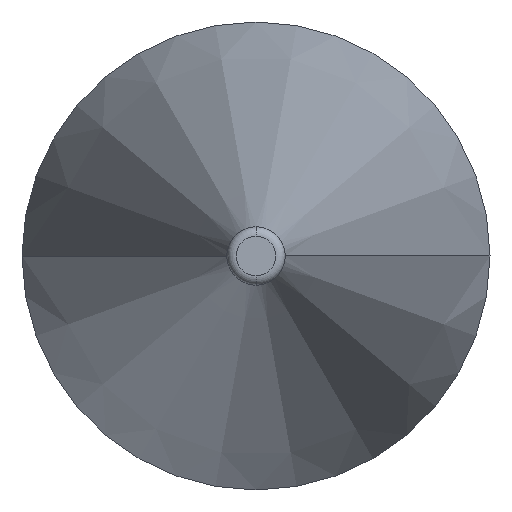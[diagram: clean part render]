
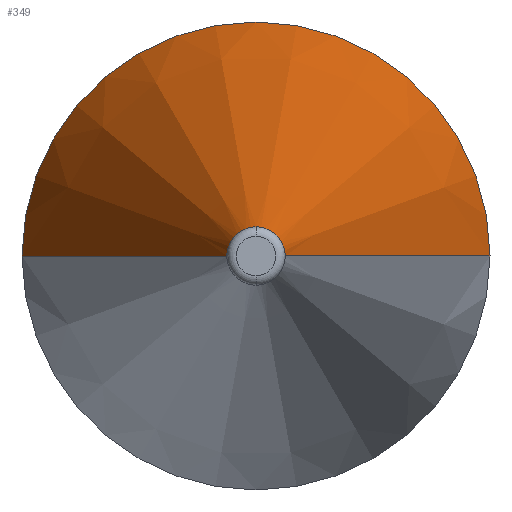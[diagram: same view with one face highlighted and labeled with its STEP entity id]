
A CAD part, front view. The second image highlights one B-rep face of the part: STEP entity #349.
In plain terms, the highlighted conical face has half-angle 15 degrees and reference radius 0.396 mm.
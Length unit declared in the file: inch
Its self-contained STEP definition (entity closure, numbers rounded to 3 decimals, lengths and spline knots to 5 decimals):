
#31 = DIRECTION ( 'NONE',  ( 0., 1., 0. ) ) ;
#39 = AXIS2_PLACEMENT_3D ( 'NONE', #182, #307, #95 ) ;
#50 = LINE ( 'NONE', #54, #279 ) ;
#52 = AXIS2_PLACEMENT_3D ( 'NONE', #364, #271, #335 ) ;
#54 = CARTESIAN_POINT ( 'NONE',  ( -0.0156, 0.1562, 0. ) ) ;
#55 = VERTEX_POINT ( 'NONE', #121 ) ;
#61 = DIRECTION ( 'NONE',  ( 0.259, 0.966, 0. ) ) ;
#63 = CIRCLE ( 'NONE', #39, 0.0156 ) ;
#75 = DIRECTION ( 'NONE',  ( 0., 1., 0. ) ) ;
#94 = CIRCLE ( 'NONE', #278, 0.0156 ) ;
#95 = DIRECTION ( 'NONE',  ( -1., 0., 0. ) ) ;
#100 = EDGE_CURVE ( 'NONE', #296, #137, #94, .T. ) ;
#119 = CARTESIAN_POINT ( 'NONE',  ( 0.125, 0.56449, 0. ) ) ;
#121 = CARTESIAN_POINT ( 'NONE',  ( -0.125, 0.56449, 0. ) ) ;
#133 = EDGE_LOOP ( 'NONE', ( #267, #321, #168, #287, #163 ) ) ;
#137 = VERTEX_POINT ( 'NONE', #256 ) ;
#163 = ORIENTED_EDGE ( 'NONE', *, *, #217, .T. ) ;
#168 = ORIENTED_EDGE ( 'NONE', *, *, #303, .F. ) ;
#182 = CARTESIAN_POINT ( 'NONE',  ( 0., 0.1562, 0. ) ) ;
#192 = CARTESIAN_POINT ( 'NONE',  ( 0., 0.1562, 0. ) ) ;
#199 = DIRECTION ( 'NONE',  ( -1., 0., 0. ) ) ;
#202 = VERTEX_POINT ( 'NONE', #119 ) ;
#204 = EDGE_CURVE ( 'NONE', #137, #202, #368, .T. ) ;
#211 = CARTESIAN_POINT ( 'NONE',  ( -0.0156, 0.1562, 0. ) ) ;
#217 = EDGE_CURVE ( 'NONE', #386, #296, #63, .T. ) ;
#227 = CARTESIAN_POINT ( 'NONE',  ( 0., 0.56449, 0. ) ) ;
#235 = VECTOR ( 'NONE', #61, 39.37008 ) ;
#237 = CONICAL_SURFACE ( 'NONE', #52, 0.0156, 0.262 ) ;
#246 = CIRCLE ( 'NONE', #261, 0.125 ) ;
#256 = CARTESIAN_POINT ( 'NONE',  ( 0.0156, 0.1562, 0. ) ) ;
#261 = AXIS2_PLACEMENT_3D ( 'NONE', #227, #75, #199 ) ;
#265 = FACE_OUTER_BOUND ( 'NONE', #133, .T. ) ;
#267 = ORIENTED_EDGE ( 'NONE', *, *, #100, .T. ) ;
#271 = DIRECTION ( 'NONE',  ( 0., 1., 0. ) ) ;
#278 = AXIS2_PLACEMENT_3D ( 'NONE', #192, #31, #314 ) ;
#279 = VECTOR ( 'NONE', #328, 39.37008 ) ;
#287 = ORIENTED_EDGE ( 'NONE', *, *, #383, .F. ) ;
#296 = VERTEX_POINT ( 'NONE', #380 ) ;
#303 = EDGE_CURVE ( 'NONE', #55, #202, #246, .T. ) ;
#307 = DIRECTION ( 'NONE',  ( 0., 1., 0. ) ) ;
#314 = DIRECTION ( 'NONE',  ( -1., 0., 0. ) ) ;
#321 = ORIENTED_EDGE ( 'NONE', *, *, #204, .T. ) ;
#328 = DIRECTION ( 'NONE',  ( -0.259, 0.966, 0. ) ) ;
#335 = DIRECTION ( 'NONE',  ( -1., 0., 0. ) ) ;
#341 = CARTESIAN_POINT ( 'NONE',  ( 0.0156, 0.1562, 0. ) ) ;
#349 = ADVANCED_FACE ( 'NONE', ( #265 ), #237, .T. ) ;
#364 = CARTESIAN_POINT ( 'NONE',  ( 0., 0.1562, 0. ) ) ;
#368 = LINE ( 'NONE', #341, #235 ) ;
#380 = CARTESIAN_POINT ( 'NONE',  ( 0., 0.1562, 0.0156 ) ) ;
#383 = EDGE_CURVE ( 'NONE', #386, #55, #50, .T. ) ;
#386 = VERTEX_POINT ( 'NONE', #211 ) ;
